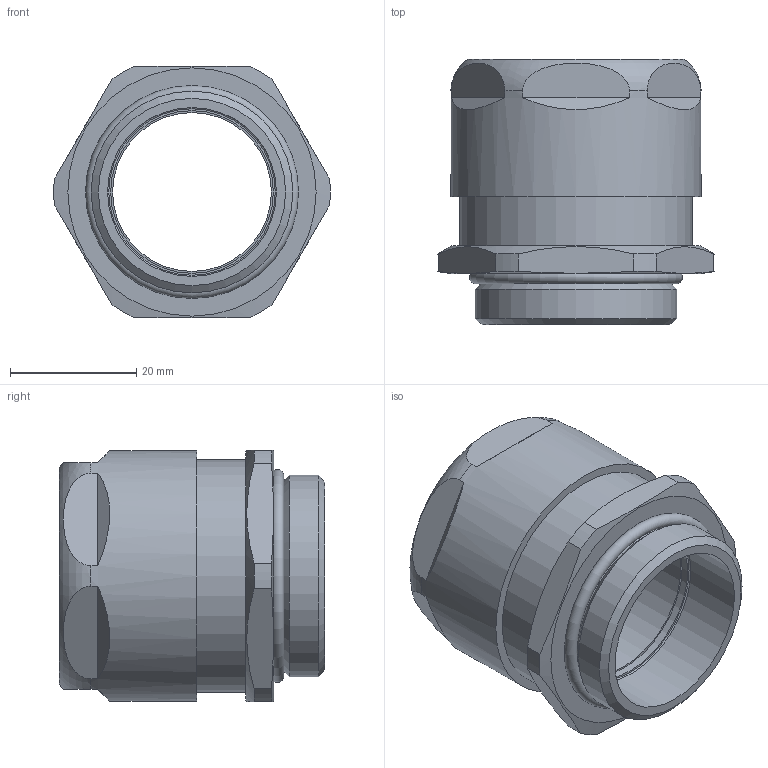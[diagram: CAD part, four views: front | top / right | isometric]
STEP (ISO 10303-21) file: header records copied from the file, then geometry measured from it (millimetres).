
FILE_DESCRIPTION(/* description */ ('STEP AP214'),/* implementation_level */ '2;1');
FILE_NAME(/* name */ '1751320051.stp',/* time_stamp */ '2022-06-08T11:12:00+02:00',/* author */ ('sl'),/* organization */ (''),/* preprocessor_version */ 'ST-DEVELOPER v16.5',/* originating_system */ 'Autodesk Inventor 2017',/* authorisation */ '');
FILE_SCHEMA (('AUTOMOTIVE_DESIGN { 1 0 10303 214 3 1 1 }'));
Length unit declared in the file: millimetre
Products named in the file (1): 1751320051
Bounding box: 43.88 x 42.1 x 39.9 mm (x, y, z)
Volume: 24767.8 mm3; surface area: 10246.1 mm2
Topology: 1 solids, 1 shells, 48 faces, 116 edges, 76 vertices
Faces by surface type: plane 26, cylinder 14, torus 4, cone 4
Full cylindrical faces by diameter (mm): 25.2 x1, 25.45 x1, 25.8 x1, 26.8 x1, 29.875 x1, 32 x1, 36.85 x1, 39.7 x1
Entity records: 1473 total; most frequent: CARTESIAN_POINT 345, DIRECTION 220, ORIENTED_EDGE 188, AXIS2_PLACEMENT_3D 95, EDGE_CURVE 94, EDGE_LOOP 72, VERTEX_POINT 70, FACE_OUTER_BOUND 48
